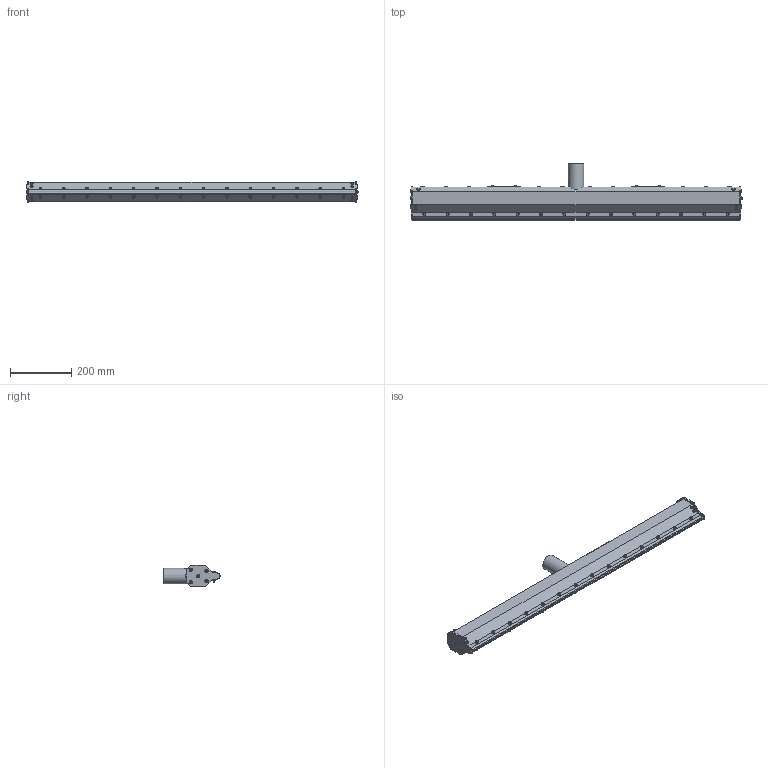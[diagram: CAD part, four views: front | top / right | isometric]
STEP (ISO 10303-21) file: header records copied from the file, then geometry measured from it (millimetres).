
FILE_DESCRIPTION(/* description */ (''),/* implementation_level */ '2;1');
FILE_NAME(/* name */ 'KA22xxx042_A.stp',/* time_stamp */ '2018-12-07T11:47:04-05:00',/* author */ ('James'),/* organization */ (''),/* preprocessor_version */ 'ST-DEVELOPER v16.5',/* originating_system */ 'Autodesk Inventor 2017',/* authorisation */ '');
FILE_SCHEMA (('AUTOMOTIVE_DESIGN { 1 0 10303 214 3 1 1 }'));
Length unit declared in the file: inch
Products named in the file (1): KA22xxx042_A
Bounding box: 1084.66 x 183.57 x 71.13 mm (x, y, z)
Volume: 5232930.1 mm3; surface area: 355445.7 mm2
Topology: 1 solids, 1 shells, 861 faces, 1875 edges, 1210 vertices
Faces by surface type: plane 343, cylinder 230, cone 210, sphere 36, bspline 28, torus 14
Full cylindrical faces by diameter (mm): 7.6 x8, 8.5 x14, 9 x8, 9.5 x12, 10 x28, 10.135 x14, 10.5 x16, 11 x28, 50.8 x1
Entity records: 63192 total; most frequent: CARTESIAN_POINT 46188, DIRECTION 3560, ORIENTED_EDGE 3222, EDGE_CURVE 1611, AXIS2_PLACEMENT_3D 1565, EDGE_LOOP 1240, VERTEX_POINT 1131, FACE_OUTER_BOUND 861
